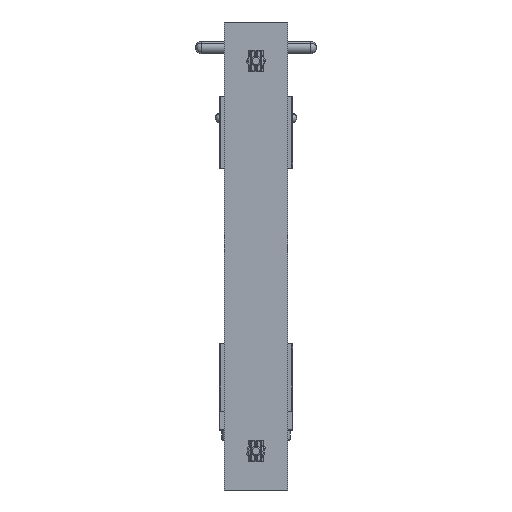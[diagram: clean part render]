
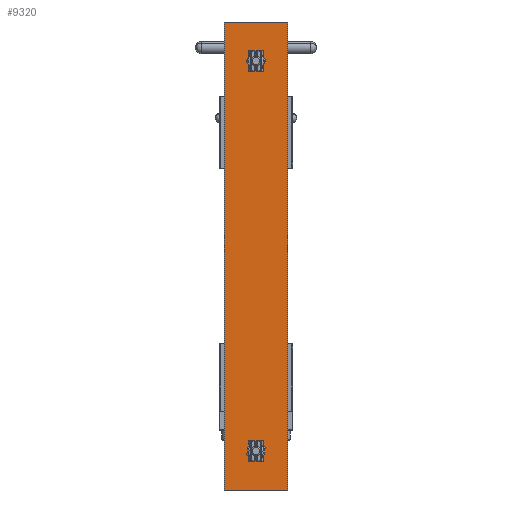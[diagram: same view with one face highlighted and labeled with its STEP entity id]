
A CAD part, front view. The second image highlights one B-rep face of the part: STEP entity #9320.
In plain terms, the highlighted planar face has unit normal (0, -1, 0).
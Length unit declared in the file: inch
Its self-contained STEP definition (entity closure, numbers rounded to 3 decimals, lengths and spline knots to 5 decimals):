
#263 = VECTOR ( 'NONE', #22372, 39.37008 ) ;
#475 = DIRECTION ( 'NONE',  ( 1., 0., 0. ) ) ;
#684 = FACE_BOUND ( 'NONE', #22804, .T. ) ;
#686 = DIRECTION ( 'NONE',  ( 0., 0., 1. ) ) ;
#791 = CARTESIAN_POINT ( 'NONE',  ( -0.8125, 0., -6. ) ) ;
#1280 = ORIENTED_EDGE ( 'NONE', *, *, #29120, .T. ) ;
#2694 = DIRECTION ( 'NONE',  ( 0., 1., 0. ) ) ;
#2981 = VECTOR ( 'NONE', #36080, 39.37008 ) ;
#3195 = AXIS2_PLACEMENT_3D ( 'NONE', #29600, #12761, #32422 ) ;
#3715 = ORIENTED_EDGE ( 'NONE', *, *, #13162, .T. ) ;
#3766 = AXIS2_PLACEMENT_3D ( 'NONE', #23998, #7017, #26781 ) ;
#3865 = LINE ( 'NONE', #5122, #2981 ) ;
#4346 = ORIENTED_EDGE ( 'NONE', *, *, #4900, .T. ) ;
#4900 = EDGE_CURVE ( 'NONE', #33065, #17778, #35767, .T. ) ;
#5122 = CARTESIAN_POINT ( 'NONE',  ( 0.8125, 0., 6. ) ) ;
#6075 = AXIS2_PLACEMENT_3D ( 'NONE', #30503, #13658, #33318 ) ;
#7017 = DIRECTION ( 'NONE',  ( 0., 1., 0. ) ) ;
#7419 = CARTESIAN_POINT ( 'NONE',  ( 0., 0., 5.15625 ) ) ;
#7762 = VECTOR ( 'NONE', #29353, 39.37008 ) ;
#8604 = CARTESIAN_POINT ( 'NONE',  ( 0.8125, 0., 6. ) ) ;
#9320 = ADVANCED_FACE ( 'NONE', ( #684, #29824, #18479 ), #11122, .F. ) ;
#10176 = EDGE_CURVE ( 'NONE', #14305, #14311, #15302, .T. ) ;
#11122 = PLANE ( 'NONE',  #18573 ) ;
#11364 = CARTESIAN_POINT ( 'NONE',  ( 0.8125, 0., -6. ) ) ;
#11961 = EDGE_CURVE ( 'NONE', #14311, #33773, #3865, .T. ) ;
#12446 = CIRCLE ( 'NONE', #35895, 0.15625 ) ;
#12605 = EDGE_CURVE ( 'NONE', #17546, #22473, #36045, .T. ) ;
#12761 = DIRECTION ( 'NONE',  ( 0., 1., 0. ) ) ;
#13162 = EDGE_CURVE ( 'NONE', #14305, #33959, #23785, .T. ) ;
#13658 = DIRECTION ( 'NONE',  ( 0., 1., 0. ) ) ;
#14098 = EDGE_LOOP ( 'NONE', ( #1280, #22424, #23861, #3715 ) ) ;
#14305 = VERTEX_POINT ( 'NONE', #25555 ) ;
#14311 = VERTEX_POINT ( 'NONE', #8604 ) ;
#15237 = CARTESIAN_POINT ( 'NONE',  ( 0., 0., 6. ) ) ;
#15302 = LINE ( 'NONE', #15237, #7762 ) ;
#15664 = EDGE_CURVE ( 'NONE', #17778, #33065, #21419, .T. ) ;
#16353 = VECTOR ( 'NONE', #475, 39.37008 ) ;
#16878 = ORIENTED_EDGE ( 'NONE', *, *, #15664, .T. ) ;
#17546 = VERTEX_POINT ( 'NONE', #36509 ) ;
#17724 = DIRECTION ( 'NONE',  ( 0., 1., 0. ) ) ;
#17778 = VERTEX_POINT ( 'NONE', #35030 ) ;
#17995 = EDGE_CURVE ( 'NONE', #22473, #17546, #12446, .T. ) ;
#18479 = FACE_OUTER_BOUND ( 'NONE', #14098, .T. ) ;
#18573 = AXIS2_PLACEMENT_3D ( 'NONE', #33657, #2694, #22555 ) ;
#19951 = ORIENTED_EDGE ( 'NONE', *, *, #12605, .T. ) ;
#21419 = CIRCLE ( 'NONE', #3766, 0.15625 ) ;
#22372 = DIRECTION ( 'NONE',  ( 0., 0., -1. ) ) ;
#22424 = ORIENTED_EDGE ( 'NONE', *, *, #11961, .F. ) ;
#22473 = VERTEX_POINT ( 'NONE', #7419 ) ;
#22555 = DIRECTION ( 'NONE',  ( 0., 0., 1. ) ) ;
#22804 = EDGE_LOOP ( 'NONE', ( #16878, #4346 ) ) ;
#23003 = LINE ( 'NONE', #28658, #16353 ) ;
#23566 = ORIENTED_EDGE ( 'NONE', *, *, #17995, .T. ) ;
#23785 = LINE ( 'NONE', #27978, #263 ) ;
#23861 = ORIENTED_EDGE ( 'NONE', *, *, #10176, .F. ) ;
#23998 = CARTESIAN_POINT ( 'NONE',  ( 0., 0., -5. ) ) ;
#25555 = CARTESIAN_POINT ( 'NONE',  ( -0.8125, 0., 6. ) ) ;
#26781 = DIRECTION ( 'NONE',  ( 0., 0., 1. ) ) ;
#27978 = CARTESIAN_POINT ( 'NONE',  ( -0.8125, 0., 6. ) ) ;
#28658 = CARTESIAN_POINT ( 'NONE',  ( 0., 0., -6. ) ) ;
#29120 = EDGE_CURVE ( 'NONE', #33959, #33773, #23003, .T. ) ;
#29353 = DIRECTION ( 'NONE',  ( 1., 0., 0. ) ) ;
#29600 = CARTESIAN_POINT ( 'NONE',  ( 0., 0., -5. ) ) ;
#29824 = FACE_BOUND ( 'NONE', #34408, .T. ) ;
#30503 = CARTESIAN_POINT ( 'NONE',  ( 0., 0., 5. ) ) ;
#32422 = DIRECTION ( 'NONE',  ( 0., 0., 1. ) ) ;
#33065 = VERTEX_POINT ( 'NONE', #36369 ) ;
#33318 = DIRECTION ( 'NONE',  ( 0., 0., 1. ) ) ;
#33657 = CARTESIAN_POINT ( 'NONE',  ( 0., 0., 6. ) ) ;
#33773 = VERTEX_POINT ( 'NONE', #11364 ) ;
#33959 = VERTEX_POINT ( 'NONE', #791 ) ;
#34408 = EDGE_LOOP ( 'NONE', ( #23566, #19951 ) ) ;
#34506 = CARTESIAN_POINT ( 'NONE',  ( 0., 0., 5. ) ) ;
#35030 = CARTESIAN_POINT ( 'NONE',  ( 0., 0., -4.84375 ) ) ;
#35767 = CIRCLE ( 'NONE', #3195, 0.15625 ) ;
#35895 = AXIS2_PLACEMENT_3D ( 'NONE', #34506, #17724, #686 ) ;
#36045 = CIRCLE ( 'NONE', #6075, 0.15625 ) ;
#36080 = DIRECTION ( 'NONE',  ( 0., 0., -1. ) ) ;
#36369 = CARTESIAN_POINT ( 'NONE',  ( 0., 0., -5.15625 ) ) ;
#36509 = CARTESIAN_POINT ( 'NONE',  ( 0., 0., 4.84375 ) ) ;
